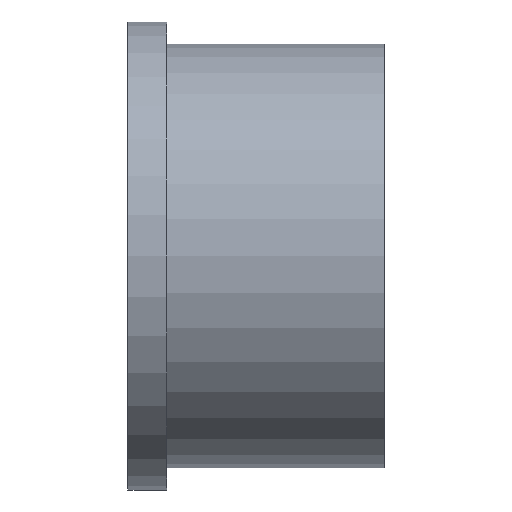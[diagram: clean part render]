
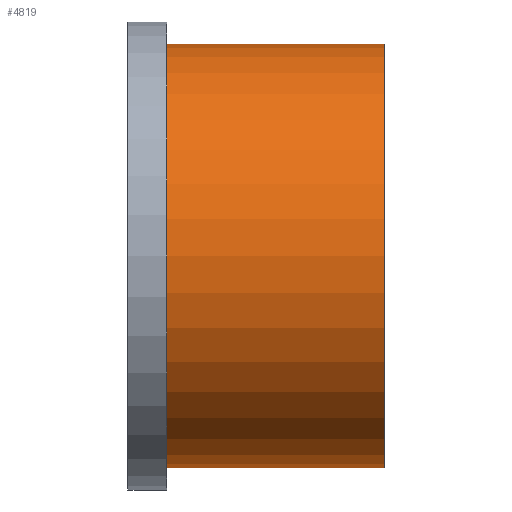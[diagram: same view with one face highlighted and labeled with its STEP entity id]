
A CAD part, front view. The second image highlights one B-rep face of the part: STEP entity #4819.
In plain terms, the highlighted cylindrical face has radius 19 mm (diameter 38 mm), a partial arc.
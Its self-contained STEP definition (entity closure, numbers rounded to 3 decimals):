
#76 = VERTEX_POINT ( 'NONE', #3060 ) ;
#96 = ORIENTED_EDGE ( 'NONE', *, *, #2977, .T. ) ;
#185 = AXIS2_PLACEMENT_3D ( 'NONE', #5098, #811, #2722 ) ;
#398 = VERTEX_POINT ( 'NONE', #3748 ) ;
#402 = CIRCLE ( 'NONE', #185, 19. ) ;
#553 = CARTESIAN_POINT ( 'NONE',  ( -4., 0., 19. ) ) ;
#811 = DIRECTION ( 'NONE',  ( -1., 0., 0. ) ) ;
#1432 = VECTOR ( 'NONE', #5398, 1000. ) ;
#1822 = ORIENTED_EDGE ( 'NONE', *, *, #5641, .T. ) ;
#1854 = DIRECTION ( 'NONE',  ( -1., 0., 0. ) ) ;
#1881 = VERTEX_POINT ( 'NONE', #3420 ) ;
#2164 = EDGE_LOOP ( 'NONE', ( #5849, #1822, #96, #2831 ) ) ;
#2230 = CYLINDRICAL_SURFACE ( 'NONE', #4912, 19. ) ;
#2410 = EDGE_CURVE ( 'NONE', #1881, #5396, #402, .T. ) ;
#2583 = CARTESIAN_POINT ( 'NONE',  ( -36.703, 0., -19. ) ) ;
#2619 = CARTESIAN_POINT ( 'NONE',  ( -36.703, 0., 19. ) ) ;
#2722 = DIRECTION ( 'NONE',  ( 0., 0., 1. ) ) ;
#2831 = ORIENTED_EDGE ( 'NONE', *, *, #2410, .F. ) ;
#2886 = VECTOR ( 'NONE', #3455, 1000. ) ;
#2954 = LINE ( 'NONE', #2583, #1432 ) ;
#2977 = EDGE_CURVE ( 'NONE', #398, #5396, #4081, .T. ) ;
#3060 = CARTESIAN_POINT ( 'NONE',  ( 15.5, 0., -19. ) ) ;
#3420 = CARTESIAN_POINT ( 'NONE',  ( -4., 0., -19. ) ) ;
#3455 = DIRECTION ( 'NONE',  ( -1., 0., 0. ) ) ;
#3727 = FACE_OUTER_BOUND ( 'NONE', #2164, .T. ) ;
#3748 = CARTESIAN_POINT ( 'NONE',  ( 15.5, 0., 19. ) ) ;
#4081 = LINE ( 'NONE', #2619, #2886 ) ;
#4257 = DIRECTION ( 'NONE',  ( 0., 0., 1. ) ) ;
#4485 = CARTESIAN_POINT ( 'NONE',  ( 15.5, 0., 0. ) ) ;
#4763 = AXIS2_PLACEMENT_3D ( 'NONE', #4485, #5459, #5956 ) ;
#4819 = ADVANCED_FACE ( 'NONE', ( #3727 ), #2230, .T. ) ;
#4912 = AXIS2_PLACEMENT_3D ( 'NONE', #5176, #1854, #4257 ) ;
#5098 = CARTESIAN_POINT ( 'NONE',  ( -4., 0., 0. ) ) ;
#5176 = CARTESIAN_POINT ( 'NONE',  ( -36.703, 0., 0. ) ) ;
#5396 = VERTEX_POINT ( 'NONE', #553 ) ;
#5398 = DIRECTION ( 'NONE',  ( -1., 0., 0. ) ) ;
#5459 = DIRECTION ( 'NONE',  ( -1., 0., 0. ) ) ;
#5546 = EDGE_CURVE ( 'NONE', #76, #1881, #2954, .T. ) ;
#5641 = EDGE_CURVE ( 'NONE', #76, #398, #5718, .T. ) ;
#5718 = CIRCLE ( 'NONE', #4763, 19. ) ;
#5849 = ORIENTED_EDGE ( 'NONE', *, *, #5546, .F. ) ;
#5956 = DIRECTION ( 'NONE',  ( 0., 0., 1. ) ) ;
